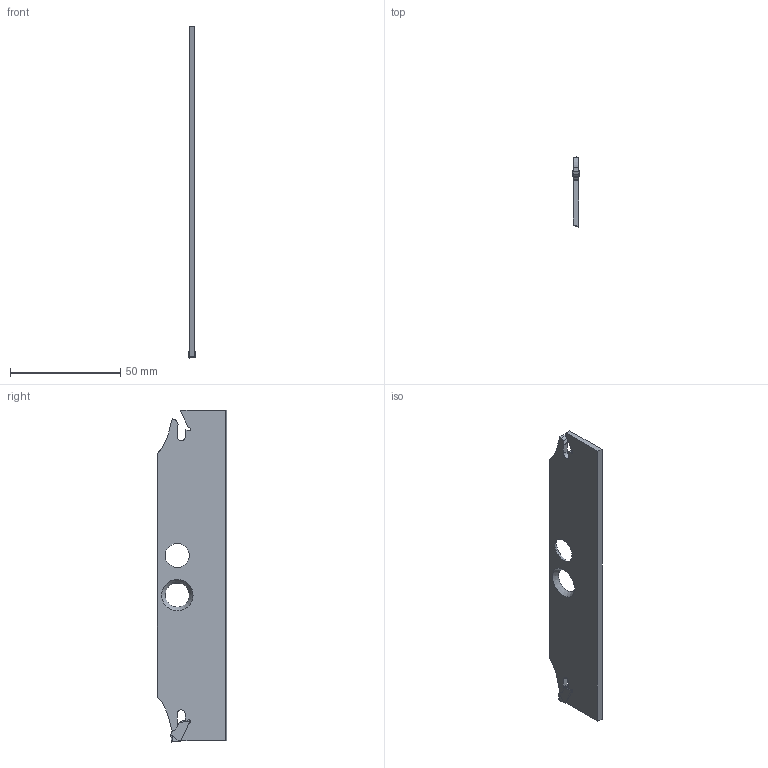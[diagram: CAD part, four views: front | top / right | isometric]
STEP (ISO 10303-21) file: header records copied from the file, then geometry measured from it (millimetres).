
FILE_DESCRIPTION(/* description */ (''),/* implementation_level */ '2;1');
FILE_NAME(/* name */ '150.10A-25-3LJET.stp',/* time_stamp */ '2014-01-24T10:03:44+06:00',/* author */ (''),/* organization */ (''),/* preprocessor_version */ 'ST-DEVELOPER v11',/* originating_system */ 'SIEMENS PLM Software NX 7.5',/* authorisation */ '');
FILE_SCHEMA (('AUTOMOTIVE_DESIGN { 1 0 10303 214 1 1 1 1 }'));
Length unit declared in the file: millimetre
Products named in the file (1): inpu80EFw0a1
Bounding box: 3.1 x 31.58 x 150.63 mm (x, y, z)
Volume: 9999.4 mm3; surface area: 9571.3 mm2
Topology: 2 solids, 2 shells, 75 faces, 217 edges, 146 vertices
Faces by surface type: plane 49, cylinder 24, cone 2
Entity records: 2502 total; most frequent: CARTESIAN_POINT 445, ORIENTED_EDGE 426, DIRECTION 425, EDGE_CURVE 213, LINE 145, VECTOR 145, VERTEX_POINT 144, AXIS2_PLACEMENT_3D 140
